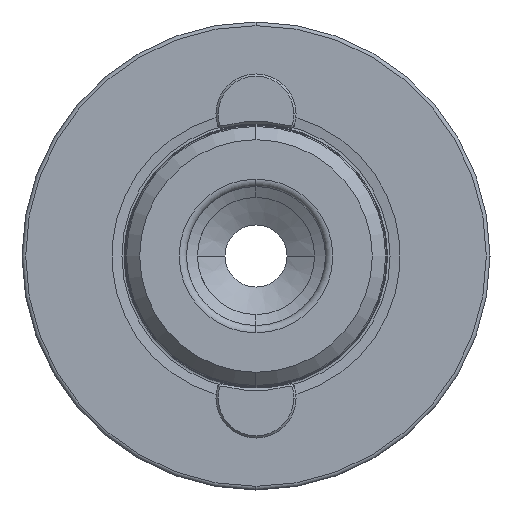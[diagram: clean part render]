
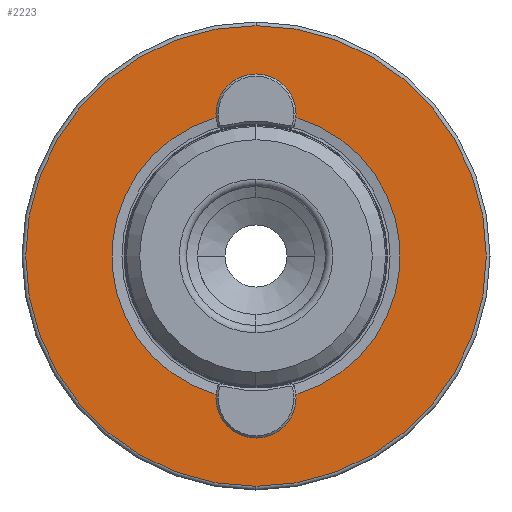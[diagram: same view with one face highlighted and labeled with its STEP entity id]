
A CAD part, left-side view. The second image highlights one B-rep face of the part: STEP entity #2223.
In plain terms, the highlighted planar face has unit normal (-1, 0, 0).
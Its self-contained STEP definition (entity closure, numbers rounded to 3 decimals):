
#101 = CIRCLE ( 'NONE', #4197, 19.715 ) ;
#175 = VERTEX_POINT ( 'NONE', #859 ) ;
#318 = CARTESIAN_POINT ( 'NONE',  ( 0., 2.305, 19.58 ) ) ;
#503 = CIRCLE ( 'NONE', #2560, 3. ) ;
#656 = VERTEX_POINT ( 'NONE', #4391 ) ;
#720 = EDGE_LOOP ( 'NONE', ( #4941, #4829, #4719, #3122, #2300, #2023 ) ) ;
#859 = CARTESIAN_POINT ( 'NONE',  ( 0., 0., -31.5 ) ) ;
#962 = FACE_OUTER_BOUND ( 'NONE', #3709, .T. ) ;
#1023 = AXIS2_PLACEMENT_3D ( 'NONE', #3259, #3255, #3240 ) ;
#1098 = AXIS2_PLACEMENT_3D ( 'NONE', #3492, #3477, #3473 ) ;
#1140 = AXIS2_PLACEMENT_3D ( 'NONE', #3528, #3523, #3520 ) ;
#1145 = AXIS2_PLACEMENT_3D ( 'NONE', #3626, #3621, #3615 ) ;
#1311 = CARTESIAN_POINT ( 'NONE',  ( 0., -2.305, 19.58 ) ) ;
#1378 = CIRCLE ( 'NONE', #1761, 3. ) ;
#1486 = AXIS2_PLACEMENT_3D ( 'NONE', #5063, #5058, #5053 ) ;
#1517 = EDGE_CURVE ( 'NONE', #5178, #3318, #3420, .T. ) ;
#1547 = EDGE_CURVE ( 'NONE', #5178, #3582, #4242, .T. ) ;
#1554 = EDGE_CURVE ( 'NONE', #3318, #3776, #3213, .T. ) ;
#1590 = EDGE_CURVE ( 'NONE', #175, #656, #2969, .T. ) ;
#1672 = CARTESIAN_POINT ( 'NONE',  ( 0., 0., -24.5 ) ) ;
#1761 = AXIS2_PLACEMENT_3D ( 'NONE', #3726, #3720, #3711 ) ;
#1851 = CIRCLE ( 'NONE', #1486, 31.5 ) ;
#2023 = ORIENTED_EDGE ( 'NONE', *, *, #1554, .F. ) ;
#2178 = FACE_BOUND ( 'NONE', #720, .T. ) ;
#2202 = VERTEX_POINT ( 'NONE', #4341 ) ;
#2223 = ADVANCED_FACE ( 'NONE', ( #2178, #962 ), #4245, .F. ) ;
#2300 = ORIENTED_EDGE ( 'NONE', *, *, #4250, .F. ) ;
#2560 = AXIS2_PLACEMENT_3D ( 'NONE', #4865, #4853, #4834 ) ;
#2579 = ORIENTED_EDGE ( 'NONE', *, *, #4221, .T. ) ;
#2596 = CARTESIAN_POINT ( 'NONE',  ( 0., 0., 24.5 ) ) ;
#2969 = CIRCLE ( 'NONE', #1023, 31.5 ) ;
#3122 = ORIENTED_EDGE ( 'NONE', *, *, #4336, .F. ) ;
#3213 = CIRCLE ( 'NONE', #1098, 3. ) ;
#3238 = DIRECTION ( 'NONE',  ( 0., 0., -1. ) ) ;
#3240 = DIRECTION ( 'NONE',  ( 0., 0., 1. ) ) ;
#3255 = DIRECTION ( 'NONE',  ( -1., 0., 0. ) ) ;
#3259 = CARTESIAN_POINT ( 'NONE',  ( 0., 0., 0. ) ) ;
#3318 = VERTEX_POINT ( 'NONE', #4425 ) ;
#3403 = DIRECTION ( 'NONE',  ( 1., 0., 0. ) ) ;
#3406 = EDGE_CURVE ( 'NONE', #3582, #3852, #1378, .T. ) ;
#3420 = CIRCLE ( 'NONE', #1145, 19.715 ) ;
#3449 = CARTESIAN_POINT ( 'NONE',  ( 0., 0., -19.715 ) ) ;
#3466 = ORIENTED_EDGE ( 'NONE', *, *, #1590, .T. ) ;
#3473 = DIRECTION ( 'NONE',  ( 0., 0., 1. ) ) ;
#3477 = DIRECTION ( 'NONE',  ( -1., 0., 0. ) ) ;
#3492 = CARTESIAN_POINT ( 'NONE',  ( 0., 0., -21.5 ) ) ;
#3520 = DIRECTION ( 'NONE',  ( 0., 0., -1. ) ) ;
#3523 = DIRECTION ( 'NONE',  ( 1., 0., 0. ) ) ;
#3528 = CARTESIAN_POINT ( 'NONE',  ( 0., 0., 21.5 ) ) ;
#3582 = VERTEX_POINT ( 'NONE', #2596 ) ;
#3615 = DIRECTION ( 'NONE',  ( 0., 0., 1. ) ) ;
#3621 = DIRECTION ( 'NONE',  ( -1., 0., 0. ) ) ;
#3626 = CARTESIAN_POINT ( 'NONE',  ( 0., 0., 0. ) ) ;
#3709 = EDGE_LOOP ( 'NONE', ( #2579, #3466 ) ) ;
#3711 = DIRECTION ( 'NONE',  ( 0., 0., -1. ) ) ;
#3720 = DIRECTION ( 'NONE',  ( 1., 0., 0. ) ) ;
#3726 = CARTESIAN_POINT ( 'NONE',  ( 0., 0., 21.5 ) ) ;
#3776 = VERTEX_POINT ( 'NONE', #1672 ) ;
#3852 = VERTEX_POINT ( 'NONE', #1311 ) ;
#4147 = AXIS2_PLACEMENT_3D ( 'NONE', #3449, #3403, #3238 ) ;
#4197 = AXIS2_PLACEMENT_3D ( 'NONE', #4338, #4328, #4320 ) ;
#4221 = EDGE_CURVE ( 'NONE', #656, #175, #1851, .T. ) ;
#4242 = CIRCLE ( 'NONE', #1140, 3. ) ;
#4245 = PLANE ( 'NONE',  #4147 ) ;
#4250 = EDGE_CURVE ( 'NONE', #3776, #2202, #503, .T. ) ;
#4320 = DIRECTION ( 'NONE',  ( 0., 0., 1. ) ) ;
#4328 = DIRECTION ( 'NONE',  ( -1., 0., 0. ) ) ;
#4336 = EDGE_CURVE ( 'NONE', #2202, #3852, #101, .T. ) ;
#4338 = CARTESIAN_POINT ( 'NONE',  ( 0., 0., 0. ) ) ;
#4341 = CARTESIAN_POINT ( 'NONE',  ( 0., -2.305, -19.58 ) ) ;
#4391 = CARTESIAN_POINT ( 'NONE',  ( 0., 0., 31.5 ) ) ;
#4425 = CARTESIAN_POINT ( 'NONE',  ( 0., 2.305, -19.58 ) ) ;
#4719 = ORIENTED_EDGE ( 'NONE', *, *, #3406, .T. ) ;
#4829 = ORIENTED_EDGE ( 'NONE', *, *, #1547, .T. ) ;
#4834 = DIRECTION ( 'NONE',  ( 0., 0., 1. ) ) ;
#4853 = DIRECTION ( 'NONE',  ( -1., 0., 0. ) ) ;
#4865 = CARTESIAN_POINT ( 'NONE',  ( 0., 0., -21.5 ) ) ;
#4941 = ORIENTED_EDGE ( 'NONE', *, *, #1517, .F. ) ;
#5053 = DIRECTION ( 'NONE',  ( 0., 0., 1. ) ) ;
#5058 = DIRECTION ( 'NONE',  ( -1., 0., 0. ) ) ;
#5063 = CARTESIAN_POINT ( 'NONE',  ( 0., 0., 0. ) ) ;
#5178 = VERTEX_POINT ( 'NONE', #318 ) ;
